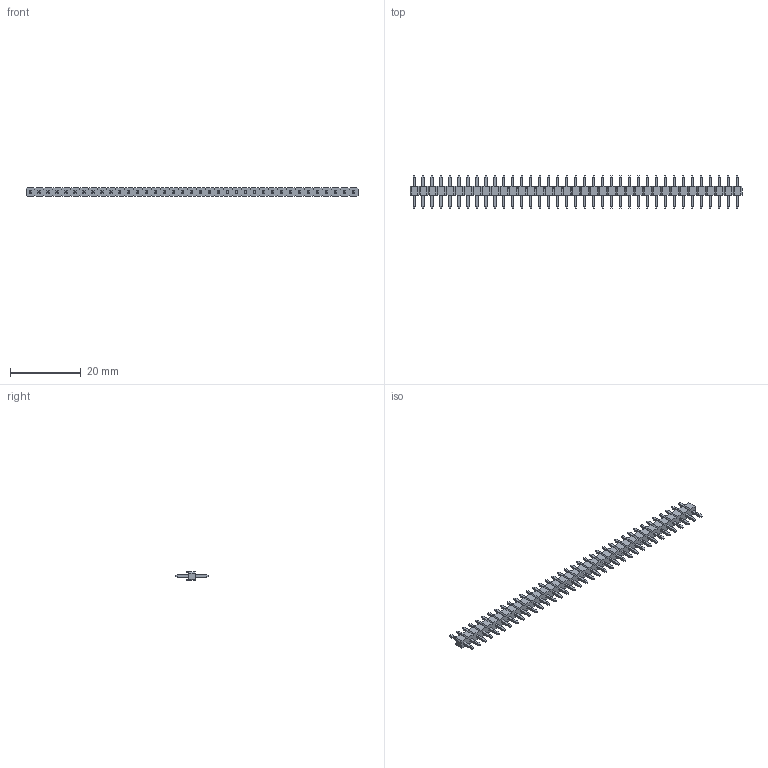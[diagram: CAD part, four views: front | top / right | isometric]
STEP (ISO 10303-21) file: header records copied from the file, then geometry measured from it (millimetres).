
FILE_DESCRIPTION(('STEP AP214'),'1');
FILE_NAME(' ',' ',('TraceParts'),('TraceParts S.A.'),'XStep 1.0',' ',' ');
FILE_SCHEMA(('automotive_design'));
Length unit declared in the file: millimetre
Products named in the file (1): 1
Bounding box: 93.98 x 9.2 x 2.5 mm (x, y, z)
Volume: 556.8 mm3; surface area: 1777.2 mm2
Topology: 1 solids, 1 shells, 1110 faces, 2806 edges, 1772 vertices
Faces by surface type: plane 1110
Entity records: 64008 total; most frequent: CARTESIAN_POINT 5689, STYLED_ITEM 5688, PRESENTATION_STYLE_ASSIGNMENT 5688, COLOUR_RGB 5688, ORIENTED_EDGE 5612, DIRECTION 5028, EDGE_CURVE 2806, CURVE_STYLE 2806
